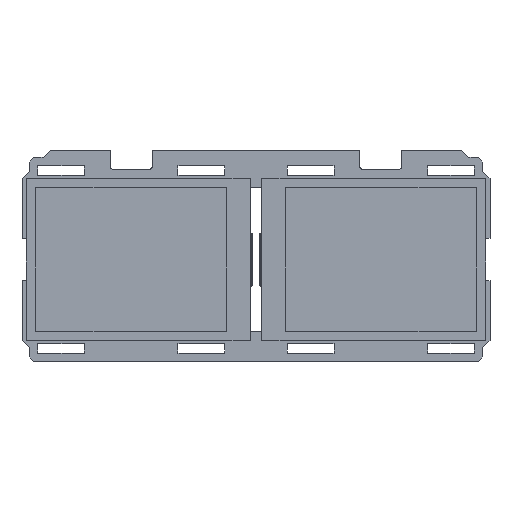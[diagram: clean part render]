
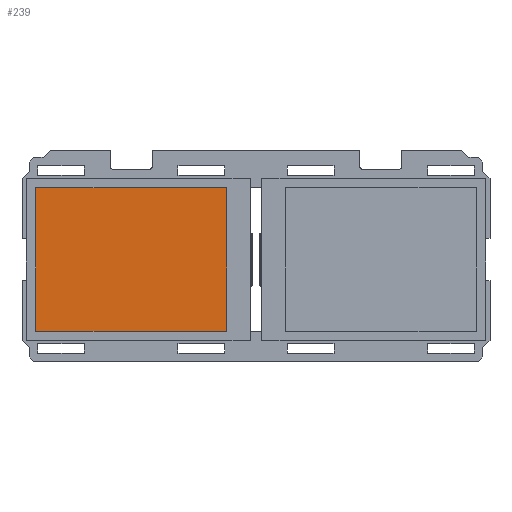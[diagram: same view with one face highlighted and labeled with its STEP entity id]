
A CAD part, top view. The second image highlights one B-rep face of the part: STEP entity #239.
In plain terms, the highlighted planar face has unit normal (0, 0, 1).
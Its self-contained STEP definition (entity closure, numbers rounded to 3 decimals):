
#125 = VERTEX_POINT('',#126);
#126 = CARTESIAN_POINT('',(-20.4,-15.3,1.));
#132 = EDGE_CURVE('',#125,#133,#135,.T.);
#133 = VERTEX_POINT('',#134);
#134 = CARTESIAN_POINT('',(-20.4,15.3,1.));
#135 = LINE('',#136,#137);
#136 = CARTESIAN_POINT('',(-20.4,-15.3,1.));
#137 = VECTOR('',#138,1.);
#138 = DIRECTION('',(0.,1.,0.));
#221 = EDGE_CURVE('',#133,#222,#224,.T.);
#222 = VERTEX_POINT('',#223);
#223 = CARTESIAN_POINT('',(20.4,15.3,1.));
#224 = LINE('',#225,#226);
#225 = CARTESIAN_POINT('',(-20.4,15.3,1.));
#226 = VECTOR('',#227,1.);
#227 = DIRECTION('',(1.,0.,0.));
#239 = ADVANCED_FACE('',(#240),#258,.T.);
#240 = FACE_BOUND('',#241,.F.);
#241 = EDGE_LOOP('',(#242,#243,#244,#252));
#242 = ORIENTED_EDGE('',*,*,#132,.T.);
#243 = ORIENTED_EDGE('',*,*,#221,.T.);
#244 = ORIENTED_EDGE('',*,*,#245,.T.);
#245 = EDGE_CURVE('',#222,#246,#248,.T.);
#246 = VERTEX_POINT('',#247);
#247 = CARTESIAN_POINT('',(20.4,-15.3,1.));
#248 = LINE('',#249,#250);
#249 = CARTESIAN_POINT('',(20.4,15.3,1.));
#250 = VECTOR('',#251,1.);
#251 = DIRECTION('',(0.,-1.,0.));
#252 = ORIENTED_EDGE('',*,*,#253,.T.);
#253 = EDGE_CURVE('',#246,#125,#254,.T.);
#254 = LINE('',#255,#256);
#255 = CARTESIAN_POINT('',(20.4,-15.3,1.));
#256 = VECTOR('',#257,1.);
#257 = DIRECTION('',(-1.,0.,0.));
#258 = PLANE('',#259);
#259 = AXIS2_PLACEMENT_3D('',#260,#261,#262);
#260 = CARTESIAN_POINT('',(0.,0.,1.));
#261 = DIRECTION('',(0.,0.,1.));
#262 = DIRECTION('',(1.,0.,-0.));
